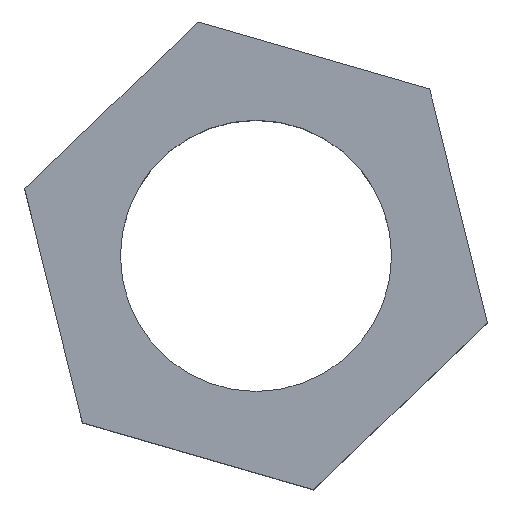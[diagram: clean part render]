
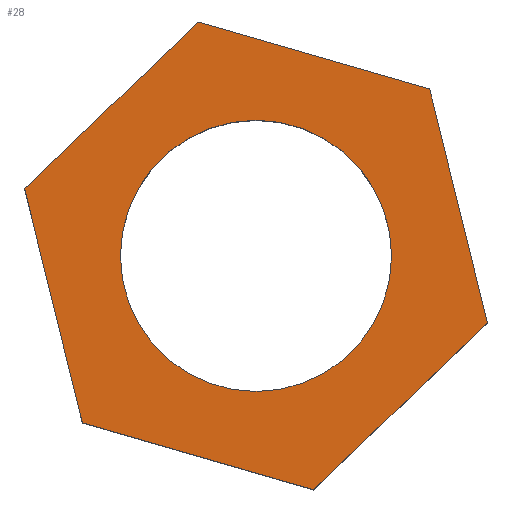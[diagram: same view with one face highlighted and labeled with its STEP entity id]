
A CAD part, top view. The second image highlights one B-rep face of the part: STEP entity #28.
In plain terms, the highlighted planar face has unit normal (0, 0, 1).
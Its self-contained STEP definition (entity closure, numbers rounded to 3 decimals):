
#1 = CARTESIAN_POINT ( 'NONE',  ( 2.6, 0., 3. ) ) ;
#6 = DIRECTION ( 'NONE',  ( 0., 0., 1. ) ) ;
#13 = LINE ( 'NONE', #15, #377 ) ;
#15 = CARTESIAN_POINT ( 'NONE',  ( -1.106, 4.484, 3. ) ) ;
#18 = VECTOR ( 'NONE', #202, 1000. ) ;
#28 = ADVANCED_FACE ( 'NONE', ( #273, #191 ), #303, .T. ) ;
#30 = ORIENTED_EDGE ( 'NONE', *, *, #247, .T. ) ;
#37 = EDGE_CURVE ( 'NONE', #154, #193, #13, .T. ) ;
#45 = CARTESIAN_POINT ( 'NONE',  ( -2.6, 0., 3. ) ) ;
#51 = VERTEX_POINT ( 'NONE', #45 ) ;
#57 = CARTESIAN_POINT ( 'NONE',  ( 0., 0., 3. ) ) ;
#59 = ORIENTED_EDGE ( 'NONE', *, *, #253, .T. ) ;
#61 = DIRECTION ( 'NONE',  ( 1., 0., 0. ) ) ;
#74 = DIRECTION ( 'NONE',  ( 0.721, 0.693, 0. ) ) ;
#79 = DIRECTION ( 'NONE',  ( 0., 0., 1. ) ) ;
#80 = ORIENTED_EDGE ( 'NONE', *, *, #165, .T. ) ;
#84 = VECTOR ( 'NONE', #297, 1000. ) ;
#87 = LINE ( 'NONE', #263, #84 ) ;
#99 = DIRECTION ( 'NONE',  ( -0.721, -0.693, 0. ) ) ;
#105 = EDGE_LOOP ( 'NONE', ( #121, #149 ) ) ;
#108 = CARTESIAN_POINT ( 'NONE',  ( 0., 0., 3. ) ) ;
#112 = LINE ( 'NONE', #309, #18 ) ;
#113 = ORIENTED_EDGE ( 'NONE', *, *, #37, .T. ) ;
#114 = EDGE_CURVE ( 'NONE', #161, #209, #171, .T. ) ;
#116 = ORIENTED_EDGE ( 'NONE', *, *, #114, .T. ) ;
#118 = EDGE_LOOP ( 'NONE', ( #265, #80, #116, #30, #113, #59 ) ) ;
#121 = ORIENTED_EDGE ( 'NONE', *, *, #188, .F. ) ;
#122 = CARTESIAN_POINT ( 'NONE',  ( -4.437, 1.284, 3. ) ) ;
#133 = DIRECTION ( 'NONE',  ( 1., 0., 0. ) ) ;
#142 = CARTESIAN_POINT ( 'NONE',  ( 1.106, -4.484, 3. ) ) ;
#149 = ORIENTED_EDGE ( 'NONE', *, *, #358, .F. ) ;
#150 = CARTESIAN_POINT ( 'NONE',  ( 1.106, -4.484, 3. ) ) ;
#154 = VERTEX_POINT ( 'NONE', #335 ) ;
#157 = LINE ( 'NONE', #122, #192 ) ;
#161 = VERTEX_POINT ( 'NONE', #234 ) ;
#165 = EDGE_CURVE ( 'NONE', #255, #161, #343, .T. ) ;
#166 = AXIS2_PLACEMENT_3D ( 'NONE', #57, #352, #61 ) ;
#168 = CARTESIAN_POINT ( 'NONE',  ( 0., 0., 3. ) ) ;
#171 = LINE ( 'NONE', #368, #369 ) ;
#172 = DIRECTION ( 'NONE',  ( -0.24, 0.971, 0. ) ) ;
#185 = AXIS2_PLACEMENT_3D ( 'NONE', #108, #79, #197 ) ;
#188 = EDGE_CURVE ( 'NONE', #51, #233, #341, .T. ) ;
#191 = FACE_BOUND ( 'NONE', #105, .T. ) ;
#192 = VECTOR ( 'NONE', #269, 1000. ) ;
#193 = VERTEX_POINT ( 'NONE', #366 ) ;
#195 = EDGE_CURVE ( 'NONE', #345, #255, #112, .T. ) ;
#197 = DIRECTION ( 'NONE',  ( 1., 0., 0. ) ) ;
#199 = VECTOR ( 'NONE', #74, 1000. ) ;
#202 = DIRECTION ( 'NONE',  ( 0.961, -0.278, 0. ) ) ;
#204 = CARTESIAN_POINT ( 'NONE',  ( 3.33, 3.2, 3. ) ) ;
#209 = VERTEX_POINT ( 'NONE', #204 ) ;
#233 = VERTEX_POINT ( 'NONE', #1 ) ;
#234 = CARTESIAN_POINT ( 'NONE',  ( 4.437, -1.284, 3. ) ) ;
#247 = EDGE_CURVE ( 'NONE', #209, #154, #87, .T. ) ;
#253 = EDGE_CURVE ( 'NONE', #193, #345, #157, .T. ) ;
#255 = VERTEX_POINT ( 'NONE', #150 ) ;
#263 = CARTESIAN_POINT ( 'NONE',  ( 3.33, 3.2, 3. ) ) ;
#265 = ORIENTED_EDGE ( 'NONE', *, *, #195, .T. ) ;
#269 = DIRECTION ( 'NONE',  ( 0.24, -0.971, 0. ) ) ;
#273 = FACE_OUTER_BOUND ( 'NONE', #118, .T. ) ;
#297 = DIRECTION ( 'NONE',  ( -0.961, 0.278, 0. ) ) ;
#303 = PLANE ( 'NONE',  #310 ) ;
#309 = CARTESIAN_POINT ( 'NONE',  ( -3.33, -3.2, 3. ) ) ;
#310 = AXIS2_PLACEMENT_3D ( 'NONE', #168, #6, #133 ) ;
#333 = CIRCLE ( 'NONE', #166, 2.6 ) ;
#335 = CARTESIAN_POINT ( 'NONE',  ( -1.106, 4.484, 3. ) ) ;
#341 = CIRCLE ( 'NONE', #185, 2.6 ) ;
#343 = LINE ( 'NONE', #142, #199 ) ;
#344 = CARTESIAN_POINT ( 'NONE',  ( -3.33, -3.2, 3. ) ) ;
#345 = VERTEX_POINT ( 'NONE', #344 ) ;
#352 = DIRECTION ( 'NONE',  ( 0., 0., 1. ) ) ;
#358 = EDGE_CURVE ( 'NONE', #233, #51, #333, .T. ) ;
#366 = CARTESIAN_POINT ( 'NONE',  ( -4.437, 1.284, 3. ) ) ;
#368 = CARTESIAN_POINT ( 'NONE',  ( 4.437, -1.284, 3. ) ) ;
#369 = VECTOR ( 'NONE', #172, 1000. ) ;
#377 = VECTOR ( 'NONE', #99, 1000. ) ;
